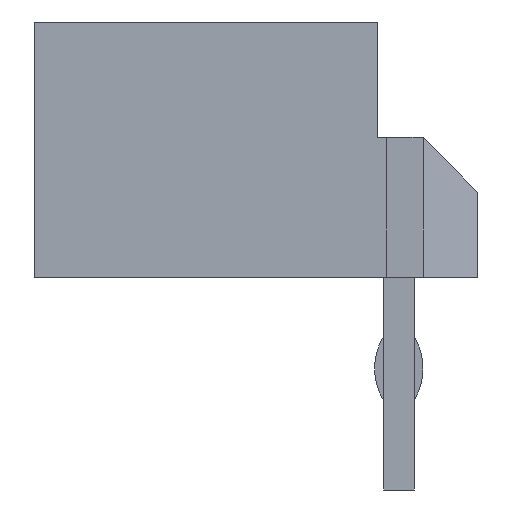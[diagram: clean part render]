
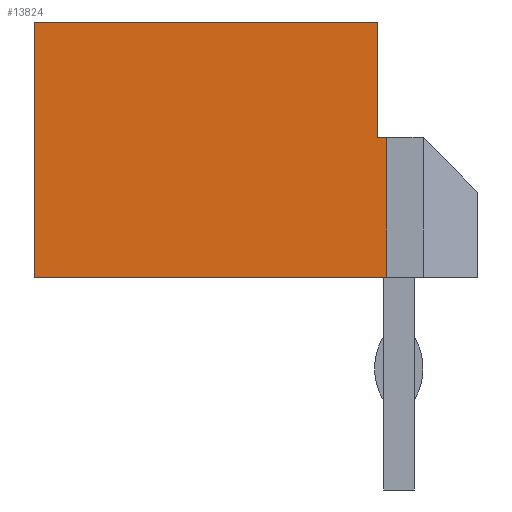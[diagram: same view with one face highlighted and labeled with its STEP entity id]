
A CAD part, left-side view. The second image highlights one B-rep face of the part: STEP entity #13824.
In plain terms, the highlighted planar face has unit normal (-1, 0, 0).
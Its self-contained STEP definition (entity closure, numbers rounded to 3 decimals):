
#368 = PLANE('',#369);
#369 = AXIS2_PLACEMENT_3D('',#370,#371,#372);
#370 = CARTESIAN_POINT('',(16.,-1.3,0.));
#371 = DIRECTION('',(0.,0.,-1.));
#372 = DIRECTION('',(-1.,0.,0.));
#2693 = PLANE('',#2694);
#2694 = AXIS2_PLACEMENT_3D('',#2695,#2696,#2697);
#2695 = CARTESIAN_POINT('',(7.,6.,2.1));
#2696 = DIRECTION('',(0.,1.,0.));
#2697 = DIRECTION('',(-1.,0.,0.));
#4083 = PLANE('',#4084);
#4084 = AXIS2_PLACEMENT_3D('',#4085,#4086,#4087);
#4085 = CARTESIAN_POINT('',(-2.,0.35,2.3));
#4086 = DIRECTION('',(0.,0.,-1.));
#4087 = DIRECTION('',(0.,-1.,0.));
#6669 = VERTEX_POINT('',#6670);
#6670 = CARTESIAN_POINT('',(-2.,0.2,2.3));
#6684 = PLANE('',#6685);
#6685 = AXIS2_PLACEMENT_3D('',#6686,#6687,#6688);
#6686 = CARTESIAN_POINT('',(-2.,0.2,0.));
#6687 = DIRECTION('',(0.,1.,0.));
#6688 = DIRECTION('',(1.,0.,0.));
#6696 = EDGE_CURVE('',#6697,#6669,#6699,.T.);
#6697 = VERTEX_POINT('',#6698);
#6698 = CARTESIAN_POINT('',(-2.,0.35,2.3));
#6699 = SURFACE_CURVE('',#6700,(#6704,#6711),.PCURVE_S1.);
#6700 = LINE('',#6701,#6702);
#6701 = CARTESIAN_POINT('',(-2.,0.35,2.3));
#6702 = VECTOR('',#6703,1.);
#6703 = DIRECTION('',(0.,-1.,0.));
#6704 = PCURVE('',#4083,#6705);
#6705 = DEFINITIONAL_REPRESENTATION('',(#6706),#6710);
#6706 = LINE('',#6707,#6708);
#6707 = CARTESIAN_POINT('',(0.,0.));
#6708 = VECTOR('',#6709,1.);
#6709 = DIRECTION('',(1.,0.));
#6710 = ( GEOMETRIC_REPRESENTATION_CONTEXT(2) 
PARAMETRIC_REPRESENTATION_CONTEXT() REPRESENTATION_CONTEXT('2D SPACE',''
  ) );
#6711 = PCURVE('',#6712,#6717);
#6712 = PLANE('',#6713);
#6713 = AXIS2_PLACEMENT_3D('',#6714,#6715,#6716);
#6714 = CARTESIAN_POINT('',(-2.,-1.3,0.));
#6715 = DIRECTION('',(-1.,0.,0.));
#6716 = DIRECTION('',(0.,0.,1.));
#6717 = DEFINITIONAL_REPRESENTATION('',(#6718),#6722);
#6718 = LINE('',#6719,#6720);
#6719 = CARTESIAN_POINT('',(2.3,1.65));
#6720 = VECTOR('',#6721,1.);
#6721 = DIRECTION('',(0.,-1.));
#6722 = ( GEOMETRIC_REPRESENTATION_CONTEXT(2) 
PARAMETRIC_REPRESENTATION_CONTEXT() REPRESENTATION_CONTEXT('2D SPACE',''
  ) );
#6740 = PLANE('',#6741);
#6741 = AXIS2_PLACEMENT_3D('',#6742,#6743,#6744);
#6742 = CARTESIAN_POINT('',(-2.,0.35,4.2));
#6743 = DIRECTION('',(0.,1.,0.));
#6744 = DIRECTION('',(0.,0.,-1.));
#8406 = PLANE('',#8407);
#8407 = AXIS2_PLACEMENT_3D('',#8408,#8409,#8410);
#8408 = CARTESIAN_POINT('',(-2.,-1.3,4.2));
#8409 = DIRECTION('',(0.,0.,1.));
#8410 = DIRECTION('',(1.,0.,0.));
#13177 = VERTEX_POINT('',#13178);
#13178 = CARTESIAN_POINT('',(-2.,6.,4.2));
#13199 = EDGE_CURVE('',#13200,#13177,#13202,.T.);
#13200 = VERTEX_POINT('',#13201);
#13201 = CARTESIAN_POINT('',(-2.,6.,0.));
#13202 = SURFACE_CURVE('',#13203,(#13207,#13214),.PCURVE_S1.);
#13203 = LINE('',#13204,#13205);
#13204 = CARTESIAN_POINT('',(-2.,6.,0.));
#13205 = VECTOR('',#13206,1.);
#13206 = DIRECTION('',(0.,0.,1.));
#13207 = PCURVE('',#2693,#13208);
#13208 = DEFINITIONAL_REPRESENTATION('',(#13209),#13213);
#13209 = LINE('',#13210,#13211);
#13210 = CARTESIAN_POINT('',(9.,-2.1));
#13211 = VECTOR('',#13212,1.);
#13212 = DIRECTION('',(0.,1.));
#13213 = ( GEOMETRIC_REPRESENTATION_CONTEXT(2) 
PARAMETRIC_REPRESENTATION_CONTEXT() REPRESENTATION_CONTEXT('2D SPACE',''
  ) );
#13214 = PCURVE('',#6712,#13215);
#13215 = DEFINITIONAL_REPRESENTATION('',(#13216),#13220);
#13216 = LINE('',#13217,#13218);
#13217 = CARTESIAN_POINT('',(0.,7.3));
#13218 = VECTOR('',#13219,1.);
#13219 = DIRECTION('',(1.,0.));
#13220 = ( GEOMETRIC_REPRESENTATION_CONTEXT(2) 
PARAMETRIC_REPRESENTATION_CONTEXT() REPRESENTATION_CONTEXT('2D SPACE',''
  ) );
#13486 = VERTEX_POINT('',#13487);
#13487 = CARTESIAN_POINT('',(-2.,0.2,0.));
#13623 = EDGE_CURVE('',#13486,#13200,#13624,.T.);
#13624 = SURFACE_CURVE('',#13625,(#13629,#13636),.PCURVE_S1.);
#13625 = LINE('',#13626,#13627);
#13626 = CARTESIAN_POINT('',(-2.,0.2,0.));
#13627 = VECTOR('',#13628,1.);
#13628 = DIRECTION('',(0.,1.,0.));
#13629 = PCURVE('',#368,#13630);
#13630 = DEFINITIONAL_REPRESENTATION('',(#13631),#13635);
#13631 = LINE('',#13632,#13633);
#13632 = CARTESIAN_POINT('',(18.,1.5));
#13633 = VECTOR('',#13634,1.);
#13634 = DIRECTION('',(0.,1.));
#13635 = ( GEOMETRIC_REPRESENTATION_CONTEXT(2) 
PARAMETRIC_REPRESENTATION_CONTEXT() REPRESENTATION_CONTEXT('2D SPACE',''
  ) );
#13636 = PCURVE('',#6712,#13637);
#13637 = DEFINITIONAL_REPRESENTATION('',(#13638),#13642);
#13638 = LINE('',#13639,#13640);
#13639 = CARTESIAN_POINT('',(0.,1.5));
#13640 = VECTOR('',#13641,1.);
#13641 = DIRECTION('',(0.,1.));
#13642 = ( GEOMETRIC_REPRESENTATION_CONTEXT(2) 
PARAMETRIC_REPRESENTATION_CONTEXT() REPRESENTATION_CONTEXT('2D SPACE',''
  ) );
#13780 = EDGE_CURVE('',#13781,#6697,#13783,.T.);
#13781 = VERTEX_POINT('',#13782);
#13782 = CARTESIAN_POINT('',(-2.,0.35,4.2));
#13783 = SURFACE_CURVE('',#13784,(#13788,#13795),.PCURVE_S1.);
#13784 = LINE('',#13785,#13786);
#13785 = CARTESIAN_POINT('',(-2.,0.35,4.2));
#13786 = VECTOR('',#13787,1.);
#13787 = DIRECTION('',(0.,0.,-1.));
#13788 = PCURVE('',#6740,#13789);
#13789 = DEFINITIONAL_REPRESENTATION('',(#13790),#13794);
#13790 = LINE('',#13791,#13792);
#13791 = CARTESIAN_POINT('',(0.,0.));
#13792 = VECTOR('',#13793,1.);
#13793 = DIRECTION('',(1.,0.));
#13794 = ( GEOMETRIC_REPRESENTATION_CONTEXT(2) 
PARAMETRIC_REPRESENTATION_CONTEXT() REPRESENTATION_CONTEXT('2D SPACE',''
  ) );
#13795 = PCURVE('',#6712,#13796);
#13796 = DEFINITIONAL_REPRESENTATION('',(#13797),#13801);
#13797 = LINE('',#13798,#13799);
#13798 = CARTESIAN_POINT('',(4.2,1.65));
#13799 = VECTOR('',#13800,1.);
#13800 = DIRECTION('',(-1.,0.));
#13801 = ( GEOMETRIC_REPRESENTATION_CONTEXT(2) 
PARAMETRIC_REPRESENTATION_CONTEXT() REPRESENTATION_CONTEXT('2D SPACE',''
  ) );
#13824 = ADVANCED_FACE('',(#13825),#6712,.T.);
#13825 = FACE_BOUND('',#13826,.F.);
#13826 = EDGE_LOOP('',(#13827,#13848,#13849,#13850,#13871,#13872));
#13827 = ORIENTED_EDGE('',*,*,#13828,.F.);
#13828 = EDGE_CURVE('',#13486,#6669,#13829,.T.);
#13829 = SURFACE_CURVE('',#13830,(#13834,#13841),.PCURVE_S1.);
#13830 = LINE('',#13831,#13832);
#13831 = CARTESIAN_POINT('',(-2.,0.2,0.));
#13832 = VECTOR('',#13833,1.);
#13833 = DIRECTION('',(0.,0.,1.));
#13834 = PCURVE('',#6712,#13835);
#13835 = DEFINITIONAL_REPRESENTATION('',(#13836),#13840);
#13836 = LINE('',#13837,#13838);
#13837 = CARTESIAN_POINT('',(0.,1.5));
#13838 = VECTOR('',#13839,1.);
#13839 = DIRECTION('',(1.,0.));
#13840 = ( GEOMETRIC_REPRESENTATION_CONTEXT(2) 
PARAMETRIC_REPRESENTATION_CONTEXT() REPRESENTATION_CONTEXT('2D SPACE',''
  ) );
#13841 = PCURVE('',#6684,#13842);
#13842 = DEFINITIONAL_REPRESENTATION('',(#13843),#13847);
#13843 = LINE('',#13844,#13845);
#13844 = CARTESIAN_POINT('',(0.,0.));
#13845 = VECTOR('',#13846,1.);
#13846 = DIRECTION('',(0.,-1.));
#13847 = ( GEOMETRIC_REPRESENTATION_CONTEXT(2) 
PARAMETRIC_REPRESENTATION_CONTEXT() REPRESENTATION_CONTEXT('2D SPACE',''
  ) );
#13848 = ORIENTED_EDGE('',*,*,#13623,.T.);
#13849 = ORIENTED_EDGE('',*,*,#13199,.T.);
#13850 = ORIENTED_EDGE('',*,*,#13851,.F.);
#13851 = EDGE_CURVE('',#13781,#13177,#13852,.T.);
#13852 = SURFACE_CURVE('',#13853,(#13857,#13864),.PCURVE_S1.);
#13853 = LINE('',#13854,#13855);
#13854 = CARTESIAN_POINT('',(-2.,0.35,4.2));
#13855 = VECTOR('',#13856,1.);
#13856 = DIRECTION('',(0.,1.,0.));
#13857 = PCURVE('',#6712,#13858);
#13858 = DEFINITIONAL_REPRESENTATION('',(#13859),#13863);
#13859 = LINE('',#13860,#13861);
#13860 = CARTESIAN_POINT('',(4.2,1.65));
#13861 = VECTOR('',#13862,1.);
#13862 = DIRECTION('',(0.,1.));
#13863 = ( GEOMETRIC_REPRESENTATION_CONTEXT(2) 
PARAMETRIC_REPRESENTATION_CONTEXT() REPRESENTATION_CONTEXT('2D SPACE',''
  ) );
#13864 = PCURVE('',#8406,#13865);
#13865 = DEFINITIONAL_REPRESENTATION('',(#13866),#13870);
#13866 = LINE('',#13867,#13868);
#13867 = CARTESIAN_POINT('',(0.,1.65));
#13868 = VECTOR('',#13869,1.);
#13869 = DIRECTION('',(0.,1.));
#13870 = ( GEOMETRIC_REPRESENTATION_CONTEXT(2) 
PARAMETRIC_REPRESENTATION_CONTEXT() REPRESENTATION_CONTEXT('2D SPACE',''
  ) );
#13871 = ORIENTED_EDGE('',*,*,#13780,.T.);
#13872 = ORIENTED_EDGE('',*,*,#6696,.T.);
